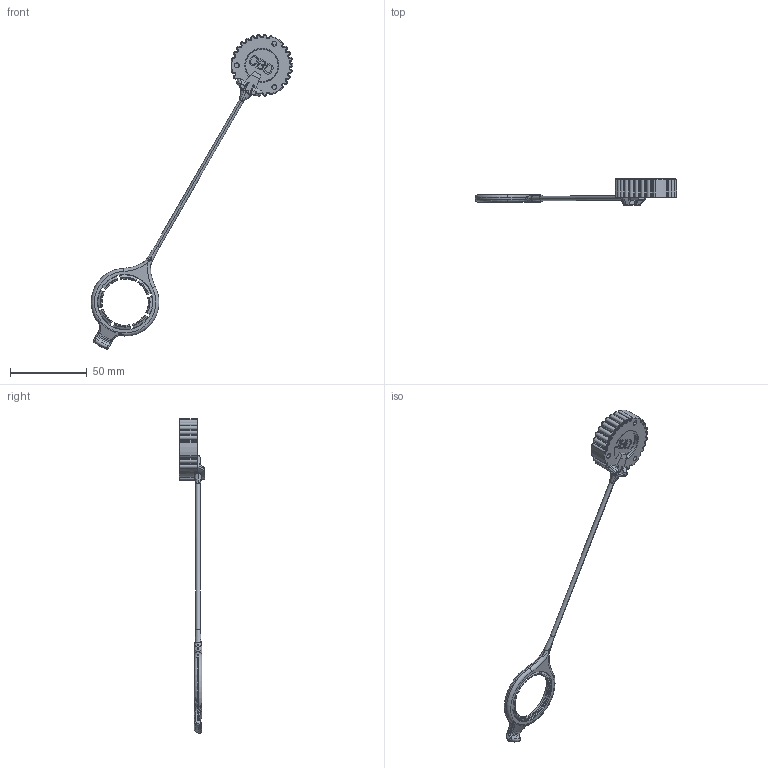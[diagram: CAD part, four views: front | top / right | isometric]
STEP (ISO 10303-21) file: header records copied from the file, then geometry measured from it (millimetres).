
FILE_DESCRIPTION((''),'2;1');
FILE_NAME('AHDC169-T-OBDBK_ASM','2019-05-30T',('Administrator'),(''),'PRO/ENGINEER BY PARAMETRIC TECHNOLOGY CORPORATION, 2016360','PRO/ENGINEER BY PARAMETRIC TECHNOLOGY CORPORATION, 2016360','');
FILE_SCHEMA(('CONFIG_CONTROL_DESIGN'));
Length unit declared in the file: millimetre
Products named in the file (4): AHDC16-9-1OBDBK; RB000121-1; AHDC-09T; AHDC169-T-OBDBK_ASM
Assembly tree (3 placements, depth 2):
  AHDC169-T-OBDBK_ASM
    AHDC16-9-1OBDBK
    RB000121-1
    AHDC-09T
Bounding box: 130.93 x 16.9 x 204.58 mm (x, y, z)
Volume: 11487.4 mm3; surface area: 12327.6 mm2
Topology: 3 solids, 5 shells, 706 faces, 1786 edges, 1098 vertices
Faces by surface type: torus 257, plane 195, cylinder 152, bspline 52, cone 46, sphere 4
Entity records: 24010 total; most frequent: CARTESIAN_POINT 7047, DIRECTION 3656, ORIENTED_EDGE 3560, EDGE_CURVE 1786, AXIS2_PLACEMENT_3D 1512, VERTEX_POINT 1099, CIRCLE 849, EDGE_LOOP 731
